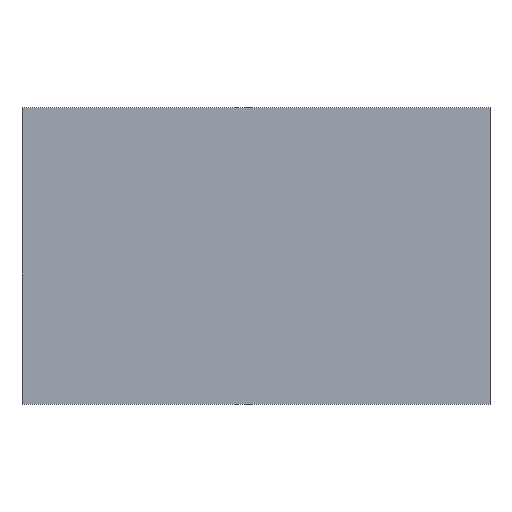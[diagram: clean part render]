
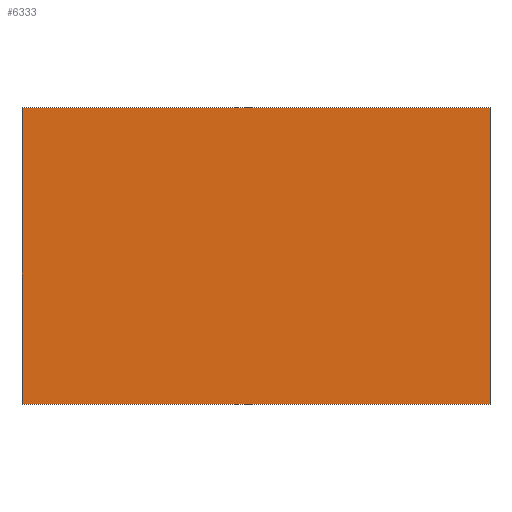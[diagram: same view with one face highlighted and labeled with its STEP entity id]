
A CAD part, top view. The second image highlights one B-rep face of the part: STEP entity #6333.
In plain terms, the highlighted planar face has unit normal (0, 0, 1).
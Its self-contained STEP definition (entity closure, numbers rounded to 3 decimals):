
#622 = CARTESIAN_POINT ( 'NONE',  ( -4., -100., 3.5 ) ) ;
#905 = VECTOR ( 'NONE', #2386, 1000. ) ;
#948 = CARTESIAN_POINT ( 'NONE',  ( -4., 10., 3.5 ) ) ;
#1255 = CARTESIAN_POINT ( 'NONE',  ( 0., 0., 3.5 ) ) ;
#1587 = LINE ( 'NONE', #7185, #1869 ) ;
#1869 = VECTOR ( 'NONE', #2194, 1000. ) ;
#1979 = VECTOR ( 'NONE', #3937, 1000. ) ;
#2193 = CARTESIAN_POINT ( 'NONE',  ( 169.5, -45., 3.5 ) ) ;
#2194 = DIRECTION ( 'NONE',  ( 1., 0., 0. ) ) ;
#2386 = DIRECTION ( 'NONE',  ( 1., 0., 0. ) ) ;
#2738 = EDGE_CURVE ( 'NONE', #3769, #3143, #1587, .T. ) ;
#3143 = VERTEX_POINT ( 'NONE', #7326 ) ;
#3223 = CARTESIAN_POINT ( 'NONE',  ( 169.5, -100., 3.5 ) ) ;
#3366 = ORIENTED_EDGE ( 'NONE', *, *, #11268, .T. ) ;
#3615 = LINE ( 'NONE', #3223, #905 ) ;
#3769 = VERTEX_POINT ( 'NONE', #948 ) ;
#3937 = DIRECTION ( 'NONE',  ( 0., 1., 0. ) ) ;
#4400 = PLANE ( 'NONE',  #6309 ) ;
#4437 = DIRECTION ( 'NONE',  ( 1., 0., 0. ) ) ;
#5625 = VERTEX_POINT ( 'NONE', #622 ) ;
#6309 = AXIS2_PLACEMENT_3D ( 'NONE', #1255, #6425, #4437 ) ;
#6333 = ADVANCED_FACE ( 'NONE', ( #8379 ), #4400, .T. ) ;
#6425 = DIRECTION ( 'NONE',  ( 0., 0., 1. ) ) ;
#6597 = LINE ( 'NONE', #8292, #1979 ) ;
#7185 = CARTESIAN_POINT ( 'NONE',  ( 169.5, 10., 3.5 ) ) ;
#7326 = CARTESIAN_POINT ( 'NONE',  ( 169.5, 10., 3.5 ) ) ;
#7412 = DIRECTION ( 'NONE',  ( 0., -1., 0. ) ) ;
#7514 = VERTEX_POINT ( 'NONE', #8499 ) ;
#8268 = EDGE_LOOP ( 'NONE', ( #9471, #9680, #9012, #3366 ) ) ;
#8292 = CARTESIAN_POINT ( 'NONE',  ( -4., -45., 3.5 ) ) ;
#8379 = FACE_OUTER_BOUND ( 'NONE', #8268, .T. ) ;
#8499 = CARTESIAN_POINT ( 'NONE',  ( 169.5, -100., 3.5 ) ) ;
#9012 = ORIENTED_EDGE ( 'NONE', *, *, #9845, .F. ) ;
#9471 = ORIENTED_EDGE ( 'NONE', *, *, #9828, .F. ) ;
#9680 = ORIENTED_EDGE ( 'NONE', *, *, #2738, .F. ) ;
#9828 = EDGE_CURVE ( 'NONE', #3143, #7514, #10239, .T. ) ;
#9845 = EDGE_CURVE ( 'NONE', #5625, #3769, #6597, .T. ) ;
#10239 = LINE ( 'NONE', #2193, #11180 ) ;
#11180 = VECTOR ( 'NONE', #7412, 1000. ) ;
#11268 = EDGE_CURVE ( 'NONE', #5625, #7514, #3615, .T. ) ;
